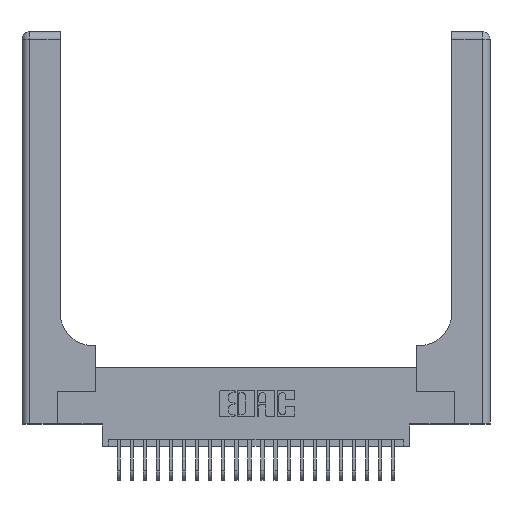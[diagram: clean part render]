
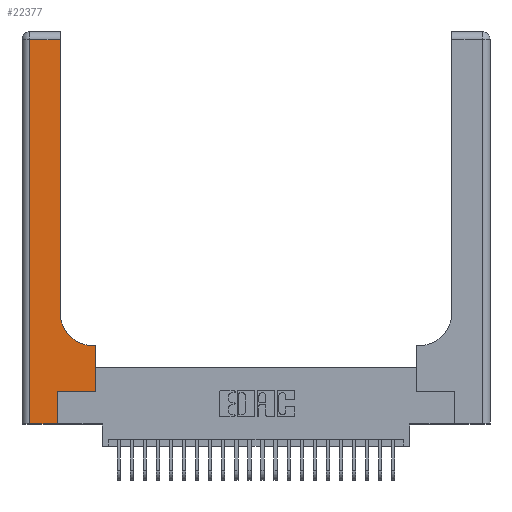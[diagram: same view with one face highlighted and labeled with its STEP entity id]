
A CAD part, top view. The second image highlights one B-rep face of the part: STEP entity #22377.
In plain terms, the highlighted planar face has unit normal (0, 0, 1).
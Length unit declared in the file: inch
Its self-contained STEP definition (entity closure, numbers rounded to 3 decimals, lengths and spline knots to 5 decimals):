
#203 = CARTESIAN_POINT ( 'NONE',  ( 0.5585, 0.25, 0.37 ) ) ;
#875 = VECTOR ( 'NONE', #5184, 39.37008 ) ;
#1347 = EDGE_CURVE ( 'NONE', #4020, #16712, #15698, .T. ) ;
#1411 = DIRECTION ( 'NONE',  ( -1., 0., 0. ) ) ;
#2036 = FACE_OUTER_BOUND ( 'NONE', #15454, .T. ) ;
#2119 = LINE ( 'NONE', #203, #12906 ) ;
#2168 = DIRECTION ( 'NONE',  ( 0., 1., 0. ) ) ;
#2366 = DIRECTION ( 'NONE',  ( 1., 0., 0. ) ) ;
#2367 = VERTEX_POINT ( 'NONE', #5983 ) ;
#2543 = EDGE_CURVE ( 'NONE', #22157, #2367, #21498, .T. ) ;
#2731 = VERTEX_POINT ( 'NONE', #10874 ) ;
#3222 = CARTESIAN_POINT ( 'NONE',  ( 0.269, 0.25, 0.37 ) ) ;
#3224 = DIRECTION ( 'NONE',  ( 0., -1., 0. ) ) ;
#3400 = VECTOR ( 'NONE', #18972, 39.37008 ) ;
#3827 = CARTESIAN_POINT ( 'NONE',  ( 0.2915, 3., 0.37 ) ) ;
#4020 = VERTEX_POINT ( 'NONE', #14659 ) ;
#4780 = DIRECTION ( 'NONE',  ( -1., 0., 0. ) ) ;
#5184 = DIRECTION ( 'NONE',  ( 1., 0., 0. ) ) ;
#5185 = CARTESIAN_POINT ( 'NONE',  ( 0.06, 3., 0.37 ) ) ;
#5983 = CARTESIAN_POINT ( 'NONE',  ( 0.5415, 0.6, 0.37 ) ) ;
#6034 = DIRECTION ( 'NONE',  ( 0., 1., 0. ) ) ;
#6526 = CARTESIAN_POINT ( 'NONE',  ( 0.5585, 0.6, 0.37 ) ) ;
#6679 = CARTESIAN_POINT ( 'NONE',  ( 0.5415, 0.85, 0.37 ) ) ;
#8125 = ORIENTED_EDGE ( 'NONE', *, *, #1347, .T. ) ;
#8568 = CARTESIAN_POINT ( 'NONE',  ( 0.269, 0.25, 0.37 ) ) ;
#8590 = DIRECTION ( 'NONE',  ( 1., 0., 0. ) ) ;
#9107 = PLANE ( 'NONE',  #11095 ) ;
#9166 = AXIS2_PLACEMENT_3D ( 'NONE', #6679, #19850, #8590 ) ;
#9318 = VECTOR ( 'NONE', #2366, 39.37008 ) ;
#9392 = VECTOR ( 'NONE', #4780, 39.37008 ) ;
#9405 = EDGE_CURVE ( 'NONE', #20172, #19729, #14150, .T. ) ;
#9520 = ORIENTED_EDGE ( 'NONE', *, *, #11299, .T. ) ;
#9849 = CARTESIAN_POINT ( 'NONE',  ( 0.269, 0., 0.37 ) ) ;
#10721 = VECTOR ( 'NONE', #2168, 39.37008 ) ;
#10874 = CARTESIAN_POINT ( 'NONE',  ( 0.2915, 2.94, 0.37 ) ) ;
#10972 = EDGE_CURVE ( 'NONE', #2731, #20172, #19950, .T. ) ;
#11095 = AXIS2_PLACEMENT_3D ( 'NONE', #20356, #12897, #1411 ) ;
#11099 = LINE ( 'NONE', #21187, #9318 ) ;
#11299 = EDGE_CURVE ( 'NONE', #15660, #22157, #2119, .T. ) ;
#11716 = CARTESIAN_POINT ( 'NONE',  ( 0.06, 2.94, 0.37 ) ) ;
#12112 = CARTESIAN_POINT ( 'NONE',  ( 0.2915, 0.6, 0.37 ) ) ;
#12346 = CARTESIAN_POINT ( 'NONE',  ( 0., 2.94, 0.37 ) ) ;
#12897 = DIRECTION ( 'NONE',  ( 0., 0., -1. ) ) ;
#12906 = VECTOR ( 'NONE', #6034, 39.37008 ) ;
#13572 = VECTOR ( 'NONE', #3224, 39.37008 ) ;
#13980 = DIRECTION ( 'NONE',  ( -1., 0., 0. ) ) ;
#14150 = LINE ( 'NONE', #5185, #13572 ) ;
#14659 = CARTESIAN_POINT ( 'NONE',  ( 0.269, 0., 0.37 ) ) ;
#14688 = CARTESIAN_POINT ( 'NONE',  ( 0.2915, 0.85, 0.37 ) ) ;
#15143 = EDGE_CURVE ( 'NONE', #22378, #2731, #18515, .T. ) ;
#15454 = EDGE_LOOP ( 'NONE', ( #23621, #15527, #23632, #20558, #8125, #23104, #9520, #18974, #20283 ) ) ;
#15527 = ORIENTED_EDGE ( 'NONE', *, *, #10972, .T. ) ;
#15660 = VERTEX_POINT ( 'NONE', #16369 ) ;
#15698 = LINE ( 'NONE', #9849, #10721 ) ;
#16108 = LINE ( 'NONE', #3222, #875 ) ;
#16180 = EDGE_CURVE ( 'NONE', #16712, #15660, #16108, .T. ) ;
#16369 = CARTESIAN_POINT ( 'NONE',  ( 0.5585, 0.25, 0.37 ) ) ;
#16528 = VECTOR ( 'NONE', #13980, 39.37008 ) ;
#16712 = VERTEX_POINT ( 'NONE', #8568 ) ;
#18033 = CARTESIAN_POINT ( 'NONE',  ( 0.06, 0., 0.37 ) ) ;
#18515 = LINE ( 'NONE', #3827, #3400 ) ;
#18972 = DIRECTION ( 'NONE',  ( 0., 1., 0. ) ) ;
#18974 = ORIENTED_EDGE ( 'NONE', *, *, #2543, .T. ) ;
#19729 = VERTEX_POINT ( 'NONE', #18033 ) ;
#19850 = DIRECTION ( 'NONE',  ( 0., 0., -1. ) ) ;
#19950 = LINE ( 'NONE', #12346, #9392 ) ;
#20172 = VERTEX_POINT ( 'NONE', #11716 ) ;
#20283 = ORIENTED_EDGE ( 'NONE', *, *, #20906, .T. ) ;
#20356 = CARTESIAN_POINT ( 'NONE',  ( 0., 3., 0.37 ) ) ;
#20558 = ORIENTED_EDGE ( 'NONE', *, *, #22038, .T. ) ;
#20906 = EDGE_CURVE ( 'NONE', #2367, #22378, #24658, .T. ) ;
#21187 = CARTESIAN_POINT ( 'NONE',  ( 0., 0., 0.37 ) ) ;
#21498 = LINE ( 'NONE', #12112, #16528 ) ;
#22038 = EDGE_CURVE ( 'NONE', #19729, #4020, #11099, .T. ) ;
#22157 = VERTEX_POINT ( 'NONE', #6526 ) ;
#22377 = ADVANCED_FACE ( 'NONE', ( #2036 ), #9107, .F. ) ;
#22378 = VERTEX_POINT ( 'NONE', #14688 ) ;
#23104 = ORIENTED_EDGE ( 'NONE', *, *, #16180, .T. ) ;
#23621 = ORIENTED_EDGE ( 'NONE', *, *, #15143, .T. ) ;
#23632 = ORIENTED_EDGE ( 'NONE', *, *, #9405, .T. ) ;
#24658 = CIRCLE ( 'NONE', #9166, 0.25 ) ;
